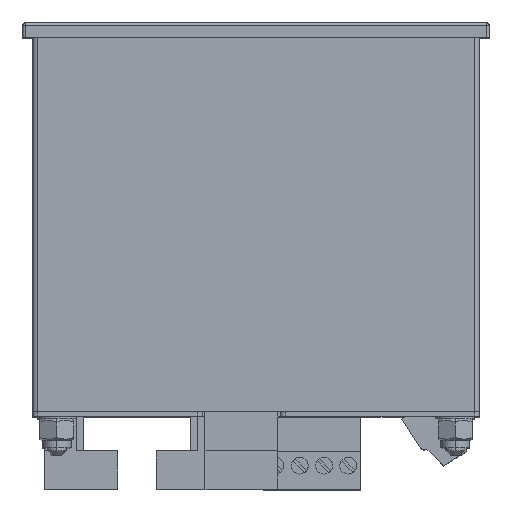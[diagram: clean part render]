
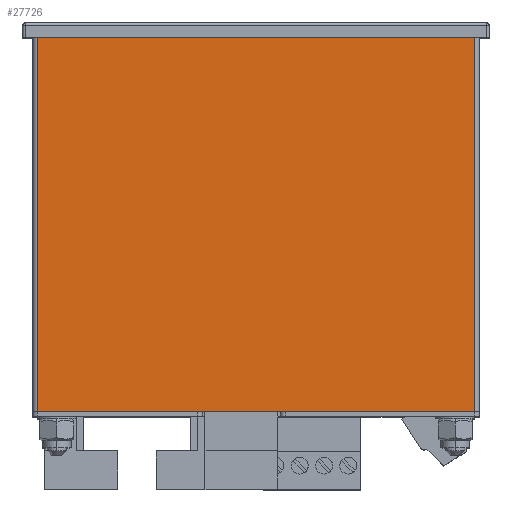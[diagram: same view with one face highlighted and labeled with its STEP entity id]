
A CAD part, top view. The second image highlights one B-rep face of the part: STEP entity #27726.
In plain terms, the highlighted planar face has unit normal (0, 0, 1).
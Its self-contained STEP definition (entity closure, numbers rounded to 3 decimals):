
#27609=CARTESIAN_POINT('',(45.,0.,46.));
#27610=VERTEX_POINT('',#27609);
#27611=CARTESIAN_POINT('',(-45.,0.,46.));
#27612=VERTEX_POINT('',#27611);
#27613=CARTESIAN_POINT('',(45.,0.,46.));
#27614=DIRECTION('',(-1.,0.,0.));
#27615=VECTOR('',#27614,90.);
#27616=LINE('',#27613,#27615);
#27617=EDGE_CURVE('',#27610,#27612,#27616,.T.);
#27696=CARTESIAN_POINT('',(46.,-77.,46.));
#27697=DIRECTION('',(0.,0.,-1.));
#27698=DIRECTION('',(-1.,0.,0.));
#27699=AXIS2_PLACEMENT_3D('',#27696,#27697,#27698);
#27700=PLANE('',#27699);
#27701=CARTESIAN_POINT('',(45.,-77.,46.));
#27702=VERTEX_POINT('',#27701);
#27703=CARTESIAN_POINT('',(-45.,-77.,46.));
#27704=VERTEX_POINT('',#27703);
#27705=CARTESIAN_POINT('',(45.,-77.,46.));
#27706=DIRECTION('',(-1.,0.,0.));
#27707=VECTOR('',#27706,90.);
#27708=LINE('',#27705,#27707);
#27709=EDGE_CURVE('',#27702,#27704,#27708,.T.);
#27710=ORIENTED_EDGE('',*,*,#27709,.F.);
#27711=CARTESIAN_POINT('',(45.,-77.,46.));
#27712=DIRECTION('',(0.,1.,0.));
#27713=VECTOR('',#27712,77.);
#27714=LINE('',#27711,#27713);
#27715=EDGE_CURVE('',#27702,#27610,#27714,.T.);
#27716=ORIENTED_EDGE('',*,*,#27715,.T.);
#27717=ORIENTED_EDGE('',*,*,#27617,.T.);
#27718=CARTESIAN_POINT('',(-45.,0.,46.));
#27719=DIRECTION('',(-0.,-1.,-0.));
#27720=VECTOR('',#27719,77.);
#27721=LINE('',#27718,#27720);
#27722=EDGE_CURVE('',#27612,#27704,#27721,.T.);
#27723=ORIENTED_EDGE('',*,*,#27722,.T.);
#27724=EDGE_LOOP('',(#27710,#27716,#27717,#27723));
#27725=FACE_BOUND('',#27724,.T.);
#27726=ADVANCED_FACE('',(#27725),#27700,.F.);
